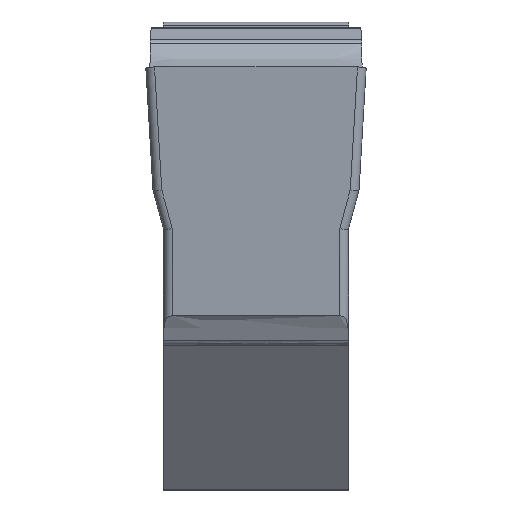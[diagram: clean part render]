
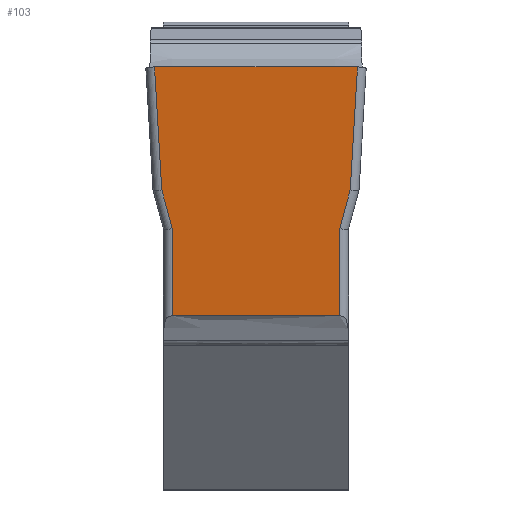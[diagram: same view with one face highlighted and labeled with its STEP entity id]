
A CAD part, front view. The second image highlights one B-rep face of the part: STEP entity #103.
In plain terms, the highlighted planar face has unit normal (0, -0.993, -0.122).
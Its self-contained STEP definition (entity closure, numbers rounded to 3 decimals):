
#103=ADVANCED_FACE('',(#175),#153,.F.);
#153=PLANE('',#1025);
#175=FACE_OUTER_BOUND('',#225,.T.);
#225=EDGE_LOOP('',(#275,#276,#277,#278,#279,#280,#281,#282));
#275=ORIENTED_EDGE('',*,*,#653,.T.);
#276=ORIENTED_EDGE('',*,*,#654,.T.);
#277=ORIENTED_EDGE('',*,*,#655,.F.);
#278=ORIENTED_EDGE('',*,*,#656,.T.);
#279=ORIENTED_EDGE('',*,*,#657,.T.);
#280=ORIENTED_EDGE('',*,*,#658,.T.);
#281=ORIENTED_EDGE('',*,*,#659,.F.);
#282=ORIENTED_EDGE('',*,*,#660,.T.);
#559=VERTEX_POINT('',#1463);
#560=VERTEX_POINT('',#1464);
#561=VERTEX_POINT('',#1466);
#562=VERTEX_POINT('',#1468);
#563=VERTEX_POINT('',#1470);
#564=VERTEX_POINT('',#1472);
#565=VERTEX_POINT('',#1474);
#566=VERTEX_POINT('',#1476);
#653=EDGE_CURVE('',#559,#560,#795,.T.);
#654=EDGE_CURVE('',#560,#561,#796,.T.);
#655=EDGE_CURVE('',#562,#561,#797,.T.);
#656=EDGE_CURVE('',#562,#563,#798,.T.);
#657=EDGE_CURVE('',#563,#564,#799,.T.);
#658=EDGE_CURVE('',#564,#565,#800,.T.);
#659=EDGE_CURVE('',#566,#565,#801,.T.);
#660=EDGE_CURVE('',#566,#559,#802,.T.);
#795=LINE('',#1462,#881);
#796=LINE('',#1465,#882);
#797=LINE('',#1467,#883);
#798=LINE('',#1469,#884);
#799=LINE('',#1471,#885);
#800=LINE('',#1473,#886);
#801=LINE('',#1475,#887);
#802=LINE('',#1477,#888);
#881=VECTOR('',#1115,1.);
#882=VECTOR('',#1116,1.);
#883=VECTOR('',#1117,1.);
#884=VECTOR('',#1118,1.);
#885=VECTOR('',#1119,1.);
#886=VECTOR('',#1120,1.);
#887=VECTOR('',#1121,1.);
#888=VECTOR('',#1122,1.);
#1025=AXIS2_PLACEMENT_3D('',#1478,#1123,#1124);
#1115=DIRECTION('',(0.259,-0.118,0.959));
#1116=DIRECTION('',(0.058,-0.122,0.991));
#1117=DIRECTION('',(1.,0.,0.));
#1118=DIRECTION('',(0.058,0.122,-0.991));
#1119=DIRECTION('',(0.259,0.118,-0.959));
#1120=DIRECTION('',(0.,0.122,-0.993));
#1121=DIRECTION('',(-1.,0.,0.));
#1122=DIRECTION('',(0.,-0.122,0.993));
#1123=DIRECTION('',(0.,0.993,0.122));
#1124=DIRECTION('',(1.,0.,0.));
#1462=CARTESIAN_POINT('',(2.16,-6.667,-2.711));
#1463=CARTESIAN_POINT('',(1.9,-6.549,-3.673));
#1464=CARTESIAN_POINT('',(2.139,-6.658,-2.788));
#1465=CARTESIAN_POINT('',(2.295,-6.984,-0.133));
#1466=CARTESIAN_POINT('',(2.303,-7.,0.));
#1467=CARTESIAN_POINT('',(0.,-7.,0.));
#1468=CARTESIAN_POINT('',(-2.303,-7.,0.));
#1469=CARTESIAN_POINT('',(-2.295,-6.984,-0.133));
#1470=CARTESIAN_POINT('',(-2.139,-6.658,-2.788));
#1471=CARTESIAN_POINT('',(-2.698,-6.912,-0.718));
#1472=CARTESIAN_POINT('',(-1.9,-6.549,-3.673));
#1473=CARTESIAN_POINT('',(-1.9,-7.,0.));
#1474=CARTESIAN_POINT('',(-1.9,-6.306,-5.65));
#1475=CARTESIAN_POINT('',(10.1,-6.306,-5.65));
#1476=CARTESIAN_POINT('',(1.9,-6.306,-5.65));
#1477=CARTESIAN_POINT('',(1.9,-7.,0.));
#1478=CARTESIAN_POINT('',(0.,-7.,0.));
